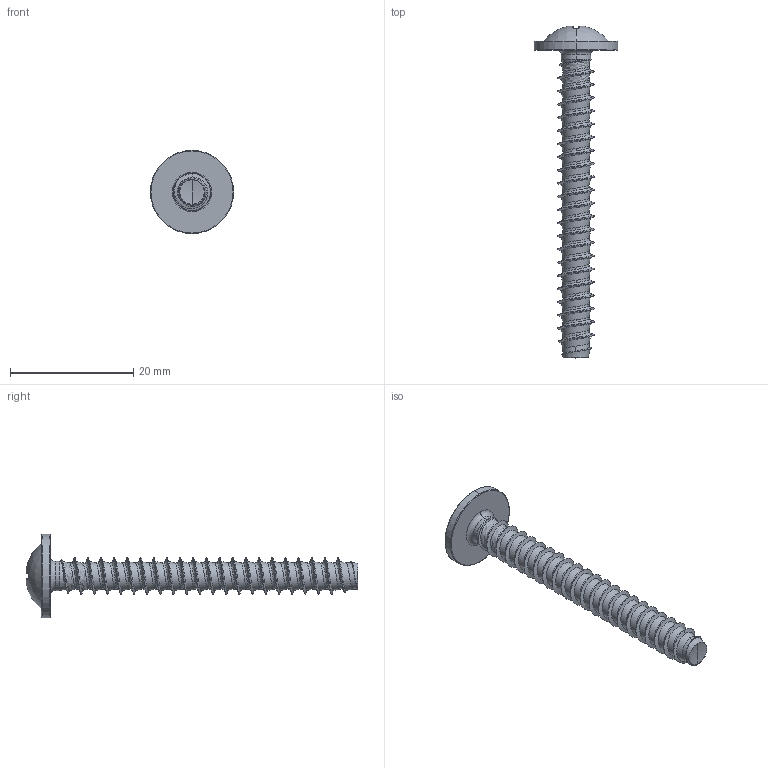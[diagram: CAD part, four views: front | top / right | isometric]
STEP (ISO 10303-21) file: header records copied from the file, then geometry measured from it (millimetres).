
FILE_DESCRIPTION (( 'STEP AP203' ), '1' );
FILE_NAME ('STP310600500.STEP', '2017-08-15T13:42:17', ( '' ), ( '' ), 'SwSTEP 2.0', 'SolidWorks 2015', '' );
FILE_SCHEMA (( 'CONFIG_CONTROL_DESIGN' ));
Products named in the file (1): STP310600500
Bounding box: 13.5 x 53.91 x 13.5 mm (x, y, z)
Volume: 1147.5 mm3; surface area: 1497.9 mm2
Topology: 1 solids, 1 shells, 213 faces, 504 edges, 294 vertices
Faces by surface type: cylinder 72, bspline 51, torus 30, sphere 28, plane 23, cone 9
Entity records: 39161 total; most frequent: CARTESIAN_POINT 34716, ORIENTED_EDGE 1004, DIRECTION 825, EDGE_CURVE 502, AXIS2_PLACEMENT_3D 360, VERTEX_POINT 294, EDGE_LOOP 216, ADVANCED_FACE 213
